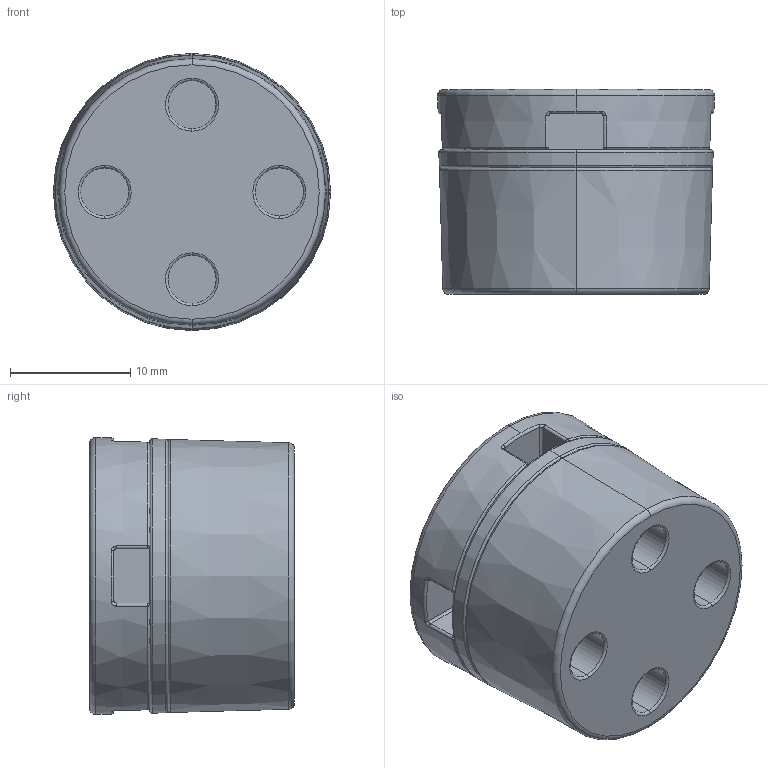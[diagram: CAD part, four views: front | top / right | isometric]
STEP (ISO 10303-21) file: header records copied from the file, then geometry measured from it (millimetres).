
FILE_DESCRIPTION (( 'STEP AP203' ), '1' );
FILE_NAME ('9520.STEP', '2020-07-28T16:49:20', ( '' ), ( '' ), 'SwSTEP 2.0', 'SolidWorks 2011', '' );
FILE_SCHEMA (( 'CONFIG_CONTROL_DESIGN' ));
Length unit declared in the file: millimetre
Products named in the file (1): 9520
Bounding box: 23 x 17 x 23 mm (x, y, z)
Volume: 6060.7 mm3; surface area: 4199.5 mm2
Topology: 1 solids, 1 shells, 139 faces, 323 edges, 189 vertices
Faces by surface type: plane 45, torus 31, cylinder 28, bspline 16, cone 11, sphere 8
Entity records: 4270 total; most frequent: CARTESIAN_POINT 1092, DIRECTION 687, ORIENTED_EDGE 630, EDGE_CURVE 315, AXIS2_PLACEMENT_3D 288, VERTEX_POINT 189, CIRCLE 164, EDGE_LOOP 150
